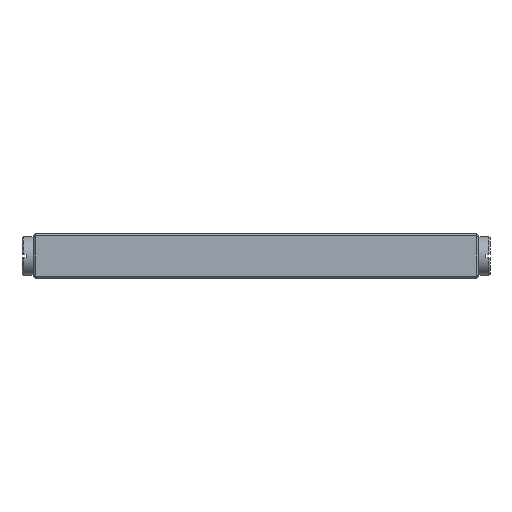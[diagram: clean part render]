
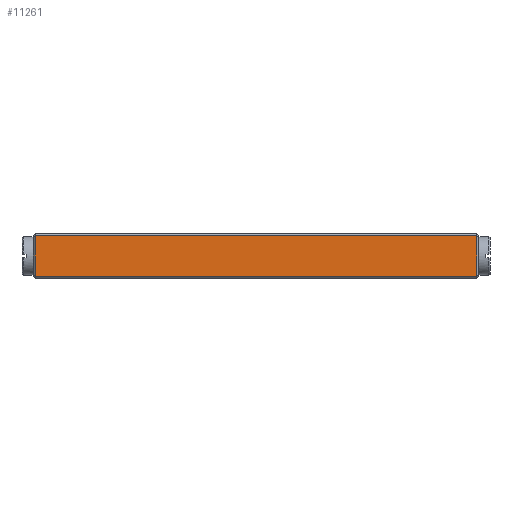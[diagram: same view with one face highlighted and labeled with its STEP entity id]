
A CAD part, front view. The second image highlights one B-rep face of the part: STEP entity #11261.
In plain terms, the highlighted planar face has unit normal (0, -1, 0).
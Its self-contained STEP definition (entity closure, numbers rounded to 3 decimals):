
#9418=FACE_OUTER_BOUND('',#18624,.T.);
#11261=ADVANCED_FACE('',(#9418),#13681,.T.);
#13681=PLANE('',#50439);
#18624=EDGE_LOOP('',(#22133,#22134,#22135,#22136));
#22133=ORIENTED_EDGE('',*,*,#37641,.T.);
#22134=ORIENTED_EDGE('',*,*,#37642,.T.);
#22135=ORIENTED_EDGE('',*,*,#37643,.T.);
#22136=ORIENTED_EDGE('',*,*,#37644,.T.);
#33637=VERTEX_POINT('',#65002);
#33638=VERTEX_POINT('',#65003);
#33639=VERTEX_POINT('',#65005);
#33640=VERTEX_POINT('',#65007);
#37641=EDGE_CURVE('',#33637,#33638,#43308,.T.);
#37642=EDGE_CURVE('',#33638,#33639,#43309,.T.);
#37643=EDGE_CURVE('',#33639,#33640,#43310,.T.);
#37644=EDGE_CURVE('',#33640,#33637,#43311,.T.);
#43308=LINE('',#65001,#46960);
#43309=LINE('',#65004,#46961);
#43310=LINE('',#65006,#46962);
#43311=LINE('',#65008,#46963);
#46960=VECTOR('',#54009,1.);
#46961=VECTOR('',#54010,1.);
#46962=VECTOR('',#54011,1.);
#46963=VECTOR('',#54012,1.);
#50439=AXIS2_PLACEMENT_3D('',#65009,#54013,#54014);
#54009=DIRECTION('',(-1.,0.,0.));
#54010=DIRECTION('',(0.,0.,-1.));
#54011=DIRECTION('',(1.,0.,0.));
#54012=DIRECTION('',(0.,0.,1.));
#54013=DIRECTION('',(0.,-1.,0.));
#54014=DIRECTION('',(0.,0.,1.));
#65001=CARTESIAN_POINT('',(75.,0.,14.25));
#65002=CARTESIAN_POINT('',(149.275,0.,14.25));
#65003=CARTESIAN_POINT('',(0.725,0.,14.25));
#65004=CARTESIAN_POINT('',(0.725,0.,0.));
#65005=CARTESIAN_POINT('',(0.725,0.,0.75));
#65006=CARTESIAN_POINT('',(75.,0.,0.75));
#65007=CARTESIAN_POINT('',(149.275,0.,0.75));
#65008=CARTESIAN_POINT('',(149.275,0.,0.));
#65009=CARTESIAN_POINT('',(75.,0.,0.));
